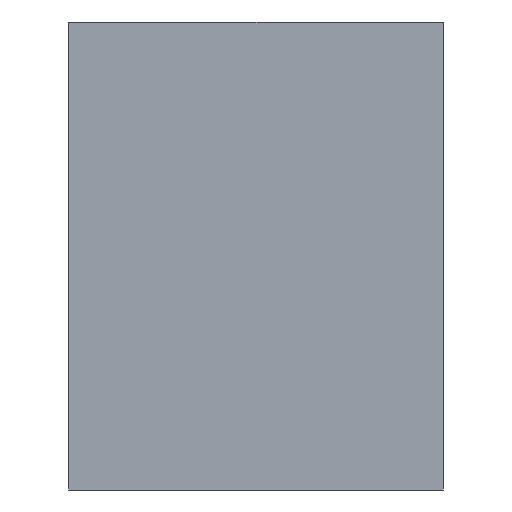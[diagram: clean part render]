
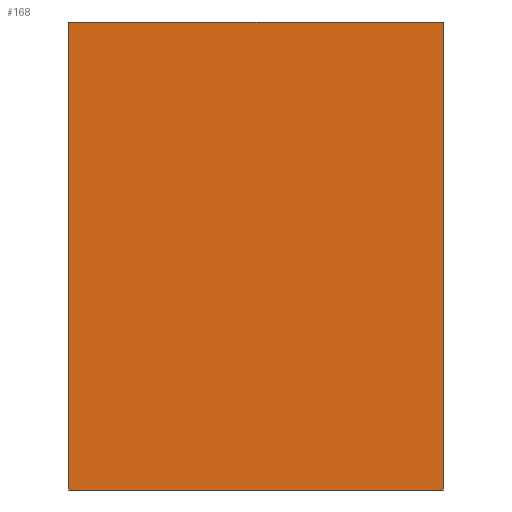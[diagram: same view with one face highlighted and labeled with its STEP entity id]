
A CAD part, left-side view. The second image highlights one B-rep face of the part: STEP entity #168.
In plain terms, the highlighted planar face has unit normal (-1, 0, 0).
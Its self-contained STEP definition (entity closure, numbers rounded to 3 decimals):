
#19=PLANE('',#195);
#28=FACE_OUTER_BOUND('',#39,.T.);
#39=EDGE_LOOP('',(#132,#133,#134,#135));
#51=LINE('',#263,#68);
#55=LINE('',#273,#72);
#56=LINE('',#275,#73);
#57=LINE('',#276,#74);
#68=VECTOR('',#216,10.);
#72=VECTOR('',#224,10.);
#73=VECTOR('',#225,10.);
#74=VECTOR('',#226,10.);
#89=VERTEX_POINT('',#259);
#91=VERTEX_POINT('',#262);
#95=VERTEX_POINT('',#272);
#96=VERTEX_POINT('',#274);
#105=EDGE_CURVE('',#91,#89,#51,.T.);
#110=EDGE_CURVE('',#89,#95,#55,.T.);
#111=EDGE_CURVE('',#96,#95,#56,.T.);
#112=EDGE_CURVE('',#91,#96,#57,.T.);
#132=ORIENTED_EDGE('',*,*,#105,.T.);
#133=ORIENTED_EDGE('',*,*,#110,.T.);
#134=ORIENTED_EDGE('',*,*,#111,.F.);
#135=ORIENTED_EDGE('',*,*,#112,.F.);
#168=ADVANCED_FACE('',(#28),#19,.T.);
#195=AXIS2_PLACEMENT_3D('',#271,#222,#223);
#216=DIRECTION('',(0.,0.,-1.));
#222=DIRECTION('center_axis',(-1.,0.,0.));
#223=DIRECTION('ref_axis',(0.,0.,-1.));
#224=DIRECTION('',(0.,-1.,0.));
#225=DIRECTION('',(0.,0.,-1.));
#226=DIRECTION('',(0.,-1.,0.));
#259=CARTESIAN_POINT('',(-2.,8.,0.));
#262=CARTESIAN_POINT('',(-2.,8.,10.));
#263=CARTESIAN_POINT('',(-2.,8.,10.));
#271=CARTESIAN_POINT('Origin',(-2.,8.,10.));
#272=CARTESIAN_POINT('',(-2.,0.,0.));
#273=CARTESIAN_POINT('',(-2.,8.,0.));
#274=CARTESIAN_POINT('',(-2.,0.,10.));
#275=CARTESIAN_POINT('',(-2.,0.,10.));
#276=CARTESIAN_POINT('',(-2.,8.,10.));
